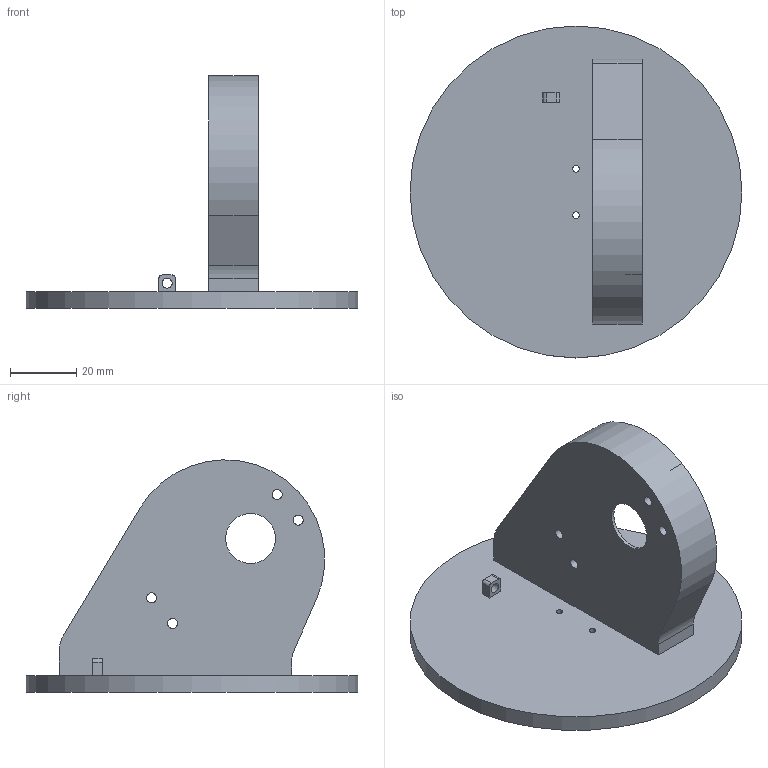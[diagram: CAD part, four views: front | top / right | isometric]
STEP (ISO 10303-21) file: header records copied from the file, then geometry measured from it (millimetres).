
FILE_DESCRIPTION(/* description */ ('','CAx-IF Rec.Pracs.---Representation and Presentation of Product Manufacturing Information (PMI)---4.0---2014-10-13'),/* implementation_level */ '2;1');
FILE_NAME(/* name */ 'first part of the arm v18.step',/* time_stamp */ '2024-12-20T00:26:28+07:00',/* author */ (''),/* organization */ (''),/* preprocessor_version */ 'ST-DEVELOPER v20',/* originating_system */ 'Autodesk Translation Framework v13.20.0.188',/* authorisation */ '');
FILE_SCHEMA (('AP242_MANAGED_MODEL_BASED_3D_ENGINEERING_MIM_LF { 1 0 10303 442 1 1 4 }'));
Length unit declared in the file: centimetre
Products named in the file (1): first part of the arm
Bounding box: 100 x 100 x 69.99 mm (x, y, z)
Volume: 76700.6 mm3; surface area: 28729.2 mm2
Topology: 1 solids, 1 shells, 44 faces, 114 edges, 76 vertices
Faces by surface type: plane 29, cylinder 15
Full cylindrical faces by diameter (mm): 2 x2, 3 x5, 15 x1, 55.5 x1, 100 x1
Entity records: 1419 total; most frequent: DIRECTION 240, CARTESIAN_POINT 235, ORIENTED_EDGE 228, EDGE_CURVE 114, AXIS2_PLACEMENT_3D 81, LINE 78, VECTOR 78, VERTEX_POINT 76
